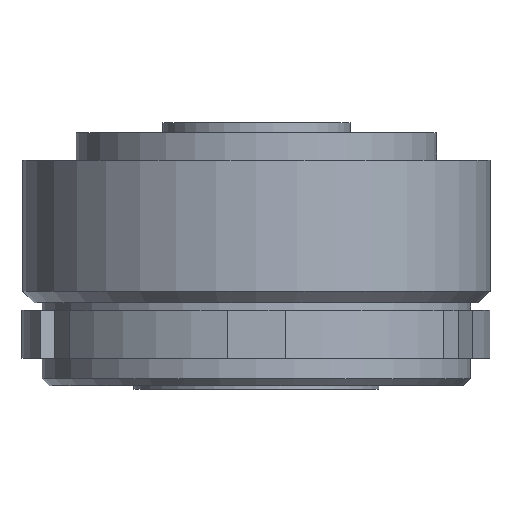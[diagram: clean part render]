
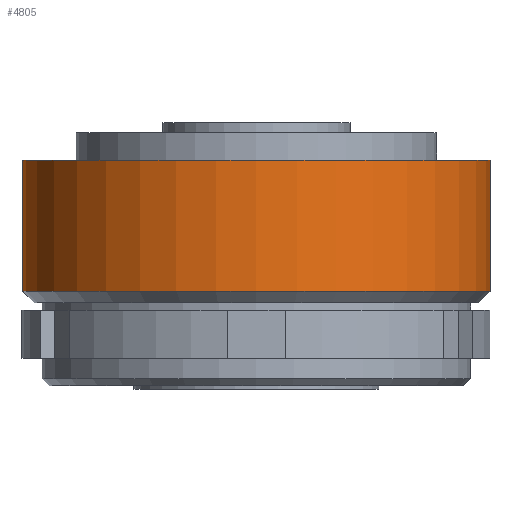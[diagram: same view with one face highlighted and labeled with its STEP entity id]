
A CAD part, front view. The second image highlights one B-rep face of the part: STEP entity #4805.
In plain terms, the highlighted cylindrical face has radius 162 mm (diameter 324 mm), a partial arc.
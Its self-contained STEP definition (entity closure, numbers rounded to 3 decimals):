
#3122 = DIRECTION ( 'NONE',  ( 0., 0., -1. ) ) ;
#3123 = VECTOR ( 'NONE', #3122, 1000. ) ;
#3124 = CARTESIAN_POINT ( 'NONE',  ( 162., 0., 118. ) ) ;
#3125 = LINE ( 'NONE', #3124, #3123 ) ;
#3126 = DIRECTION ( 'NONE',  ( 0., 0., -1. ) ) ;
#3127 = VECTOR ( 'NONE', #3126, 1000. ) ;
#3128 = CARTESIAN_POINT ( 'NONE',  ( -162., 0., 118. ) ) ;
#3129 = LINE ( 'NONE', #3128, #3127 ) ;
#3204 = DIRECTION ( 'NONE',  ( 1., 0., 0. ) ) ;
#3205 = DIRECTION ( 'NONE',  ( 0., 0., 1. ) ) ;
#3206 = CARTESIAN_POINT ( 'NONE',  ( 0., 0., 8. ) ) ;
#3207 = AXIS2_PLACEMENT_3D ( 'NONE', #3206, #3205, #3204 ) ;
#3208 = CIRCLE ( 'NONE', #3207, 162. ) ;
#3550 = CARTESIAN_POINT ( 'NONE',  ( -162., 0., 8. ) ) ;
#3581 = CARTESIAN_POINT ( 'NONE',  ( -162., 0., 99. ) ) ;
#3582 = CARTESIAN_POINT ( 'NONE',  ( 162., 0., 99. ) ) ;
#3619 = DIRECTION ( 'NONE',  ( -1., 0., 0. ) ) ;
#3620 = DIRECTION ( 'NONE',  ( 0., 0., -1. ) ) ;
#3621 = AXIS2_PLACEMENT_3D ( 'NONE', #3622, #3620, #3619 ) ;
#3622 = CARTESIAN_POINT ( 'NONE',  ( 0., 0., 118. ) ) ;
#3623 = CYLINDRICAL_SURFACE ( 'NONE', #3621, 162. ) ;
#3624 = FACE_OUTER_BOUND ( 'NONE', #4799, .T. ) ;
#3695 = CARTESIAN_POINT ( 'NONE',  ( 162., 0., 8. ) ) ;
#3697 = DIRECTION ( 'NONE',  ( 1., 0., 0. ) ) ;
#3698 = DIRECTION ( 'NONE',  ( 0., 0., 1. ) ) ;
#3699 = CARTESIAN_POINT ( 'NONE',  ( 0., 0., 99. ) ) ;
#3700 = AXIS2_PLACEMENT_3D ( 'NONE', #3699, #3698, #3697 ) ;
#3701 = CIRCLE ( 'NONE', #3700, 162. ) ;
#4621 = EDGE_CURVE ( 'NONE', #4730, #4741, #3208, .T. ) ;
#4625 = ORIENTED_EDGE ( 'NONE', *, *, #4751, .F. ) ;
#4655 = EDGE_CURVE ( 'NONE', #4788, #4730, #3129, .T. ) ;
#4657 = EDGE_CURVE ( 'NONE', #4787, #4741, #3125, .T. ) ;
#4730 = VERTEX_POINT ( 'NONE', #3550 ) ;
#4741 = VERTEX_POINT ( 'NONE', #3695 ) ;
#4751 = EDGE_CURVE ( 'NONE', #4788, #4787, #3701, .T. ) ;
#4787 = VERTEX_POINT ( 'NONE', #3582 ) ;
#4788 = VERTEX_POINT ( 'NONE', #3581 ) ;
#4796 = ORIENTED_EDGE ( 'NONE', *, *, #4655, .T. ) ;
#4799 = EDGE_LOOP ( 'NONE', ( #4814, #4625, #4796, #4804 ) ) ;
#4804 = ORIENTED_EDGE ( 'NONE', *, *, #4621, .T. ) ;
#4805 = ADVANCED_FACE ( 'NONE', ( #3624 ), #3623, .T. ) ;
#4814 = ORIENTED_EDGE ( 'NONE', *, *, #4657, .F. ) ;
